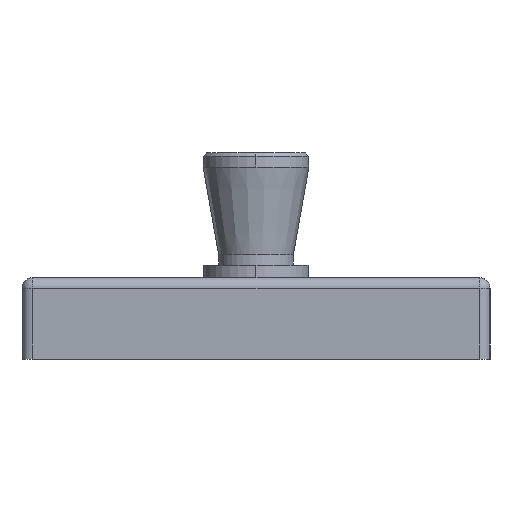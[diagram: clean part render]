
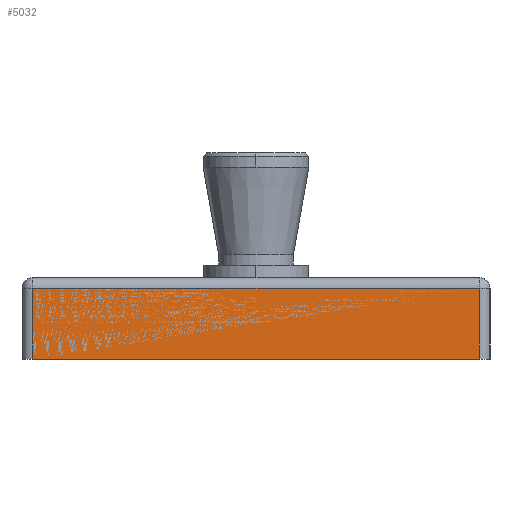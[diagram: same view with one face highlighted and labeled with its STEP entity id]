
A CAD part, left-side view. The second image highlights one B-rep face of the part: STEP entity #5032.
In plain terms, the highlighted face is planar.
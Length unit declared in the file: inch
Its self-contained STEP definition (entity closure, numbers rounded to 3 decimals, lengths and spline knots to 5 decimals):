
#3581=DIRECTION('',(-1.,0.,0.));
#3582=VECTOR('',#3581,2.47);
#3583=CARTESIAN_POINT('',(1.235,1.295,0.));
#3584=LINE('',#3583,#3582);
#4032=DIRECTION('',(-1.,0.,0.));
#4033=VECTOR('',#4032,2.47);
#4034=CARTESIAN_POINT('',(1.235,1.295,0.392));
#4035=LINE('',#4034,#4033);
#4036=DIRECTION('',(0.,0.,1.));
#4037=VECTOR('',#4036,0.392);
#4038=CARTESIAN_POINT('',(-1.235,1.295,0.));
#4039=LINE('',#4038,#4037);
#4040=DIRECTION('',(0.,0.,1.));
#4041=VECTOR('',#4040,0.392);
#4042=CARTESIAN_POINT('',(1.235,1.295,0.));
#4043=LINE('',#4042,#4041);
#4164=CARTESIAN_POINT('',(1.235,1.295,0.));
#4166=VERTEX_POINT('',#4164);
#4173=CARTESIAN_POINT('',(-1.235,1.295,0.));
#4175=VERTEX_POINT('',#4173);
#4238=CARTESIAN_POINT('',(1.235,1.295,0.392));
#4239=VERTEX_POINT('',#4238);
#4242=CARTESIAN_POINT('',(-1.235,1.295,0.392));
#4243=VERTEX_POINT('',#4242);
#5019=CARTESIAN_POINT('',(-1.295,1.295,0.));
#5020=DIRECTION('',(0.,1.,0.));
#5021=DIRECTION('',(1.,0.,0.));
#5022=AXIS2_PLACEMENT_3D('',#5019,#5020,#5021);
#5023=PLANE('',#5022);
#5025=ORIENTED_EDGE('',*,*,#5024,.T.);
#5027=ORIENTED_EDGE('',*,*,#5026,.F.);
#5028=ORIENTED_EDGE('',*,*,#4307,.F.);
#5029=ORIENTED_EDGE('',*,*,#5011,.T.);
#5030=EDGE_LOOP('',(#5025,#5027,#5028,#5029));
#5031=FACE_OUTER_BOUND('',#5030,.F.);
#5032=ADVANCED_FACE('',(#5031),#5023,.T.);
#4307=EDGE_CURVE('',#4166,#4175,#3584,.T.);
#5011=EDGE_CURVE('',#4166,#4239,#4043,.T.);
#5024=EDGE_CURVE('',#4239,#4243,#4035,.T.);
#5026=EDGE_CURVE('',#4175,#4243,#4039,.T.);
